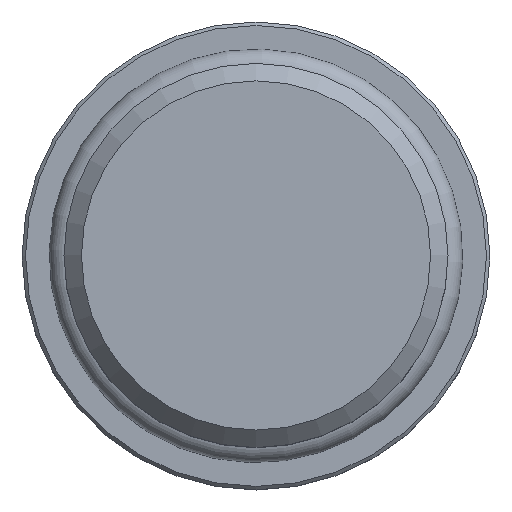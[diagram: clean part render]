
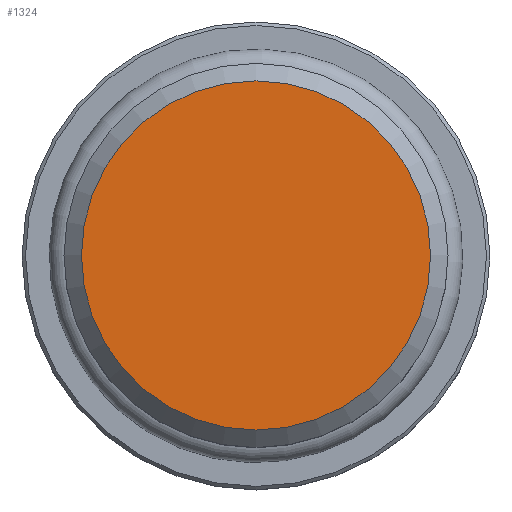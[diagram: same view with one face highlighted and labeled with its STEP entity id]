
A CAD part, top view. The second image highlights one B-rep face of the part: STEP entity #1324.
In plain terms, the highlighted planar face has unit normal (0, 0, 1).
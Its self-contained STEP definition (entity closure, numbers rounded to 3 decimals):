
#1284=CARTESIAN_POINT('',(10.0,0.,20.0));
#1285=VERTEX_POINT('',#1284);
#1286=CARTESIAN_POINT('',(0.0,0.0,20.0));
#1287=DIRECTION('',(0.0,0.0,-1.0));
#1288=DIRECTION('',(-1.0,0.0,0.0));
#1289=AXIS2_PLACEMENT_3D('',#1286,#1287,#1288);
#1290=CIRCLE('',#1289,10.0);
#1291=EDGE_CURVE('',#1285,#1285,#1290,.T.);
#1316=CARTESIAN_POINT('',(0.0,0.0,20.0));
#1317=DIRECTION('',(0.0,0.0,-1.0));
#1318=DIRECTION('',(-1.0,0.0,0.0));
#1319=AXIS2_PLACEMENT_3D('',#1316,#1317,#1318);
#1320=PLANE('',#1319);
#1321=ORIENTED_EDGE('',*,*,#1291,.F.);
#1322=EDGE_LOOP('',(#1321));
#1323=FACE_OUTER_BOUND('',#1322,.T.);
#1324=ADVANCED_FACE('',(#1323),#1320,.F.);
